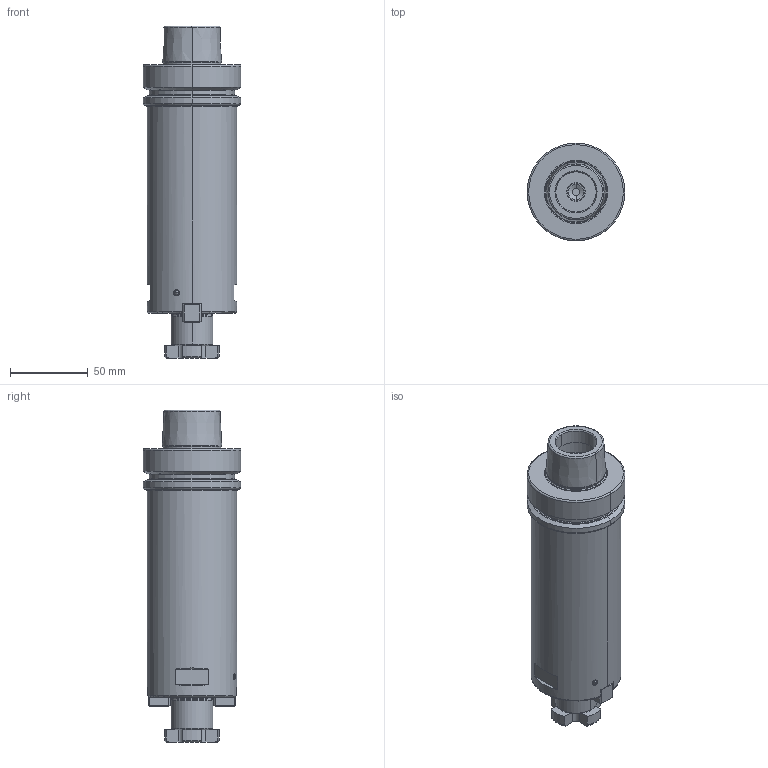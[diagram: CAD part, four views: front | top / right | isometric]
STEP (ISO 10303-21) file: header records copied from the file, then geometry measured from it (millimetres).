
FILE_DESCRIPTION((''),'2;1');
FILE_NAME('F63_11_27_2','2020-08-28T',('103090'),(''),'CREO PARAMETRIC BY PTC INC, 2016260','CREO PARAMETRIC BY PTC INC, 2016260','');
FILE_SCHEMA(('CONFIG_CONTROL_DESIGN'));
Length unit declared in the file: millimetre
Products named in the file (1): F63_11_27_2
Bounding box: 63 x 63 x 214 mm (x, y, z)
Volume: 442332.8 mm3; surface area: 53981.5 mm2
Topology: 3 solids, 12 shells, 370 faces, 832 edges, 472 vertices
Faces by surface type: plane 124, cone 108, cylinder 90, torus 44, sphere 4
Entity records: 10558 total; most frequent: CARTESIAN_POINT 2249, DIRECTION 1856, ORIENTED_EDGE 1624, EDGE_CURVE 812, AXIS2_PLACEMENT_3D 731, VERTEX_POINT 472, EDGE_LOOP 400, VECTOR 394
